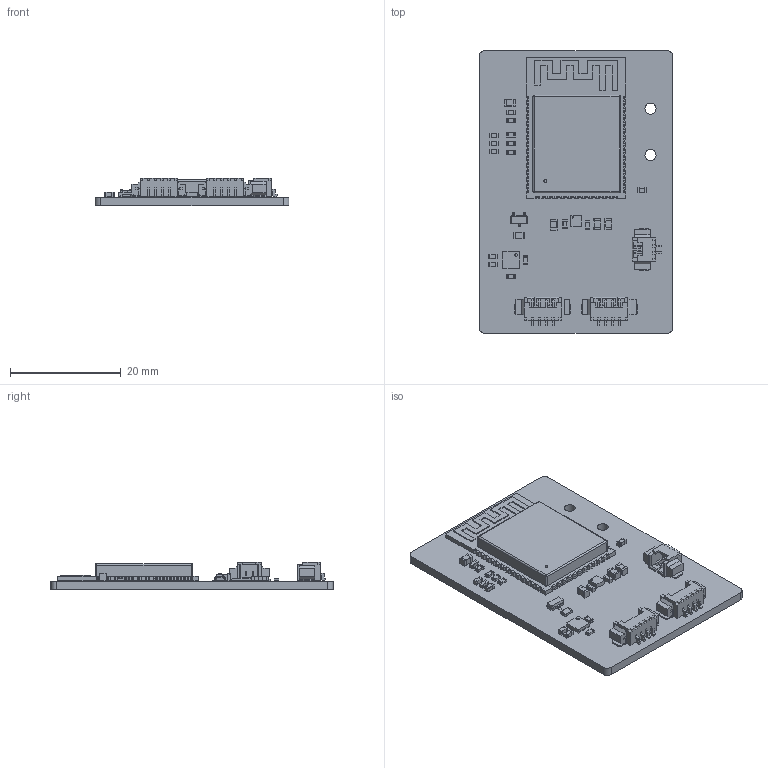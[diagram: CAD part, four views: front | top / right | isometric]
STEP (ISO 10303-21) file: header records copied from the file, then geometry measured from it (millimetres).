
FILE_DESCRIPTION(('KiCad electronic assembly'),'2;1');
FILE_NAME('peak.step','2025-06-27T17:15:01',('Pcbnew'),('Kicad'), 'Open CASCADE STEP processor 7.7','KiCad to STEP converter','Unknown' );
FILE_SCHEMA(('AUTOMOTIVE_DESIGN { 1 0 10303 214 1 1 1 1 }'));
Length unit declared in the file: millimetre
Products named in the file (22): peak 1; C_0603_1608Metric; C_0805_2012Metric; Molex_PicoBlade_53261-0471_1x04-1MP_P1.25mm_Horizontal; Molex_53261_0471; R_0805_2012Metric; R_0603_1608Metric; SOT-23; SOT_23; Molex_PicoBlade_53261-0271_1x02-1MP_P1.25mm_Horizontal; Molex_53261_0271; ESP32-S3-WROOM-1; DFN-8-1EP_3x3mm_P0.65mm_EP1.55x2.4mm; DFN-8-1EP_3x3mm_Pitch0.65mm; WSON-6-1EP_2x2mm_P0.65mm_EP1x1.6mm; WSON_6_1EP_2x2mm_P065mm_EP1x16mm; peak_PCB
Assembly tree (38 placements, depth 3):
  peak 1
    C_0603_1608Metric  x9
      C_0603_1608Metric
    C_0805_2012Metric  x4
      C_0805_2012Metric
    Molex_PicoBlade_53261-0471_1x04-1MP_P1.25mm_Horizontal  x2
      Molex_53261_0471
    R_0805_2012Metric
      R_0805_2012Metric
    R_0603_1608Metric  x6
      R_0603_1608Metric
    SOT-23
      SOT_23
    Molex_PicoBlade_53261-0271_1x02-1MP_P1.25mm_Horizontal
      Molex_53261_0271
    ESP32-S3-WROOM-1
      ESP32-S3-WROOM-1
    DFN-8-1EP_3x3mm_P0.65mm_EP1.55x2.4mm
      DFN-8-1EP_3x3mm_Pitch0.65mm
    WSON-6-1EP_2x2mm_P0.65mm_EP1x1.6mm
      WSON_6_1EP_2x2mm_P065mm_EP1x16mm
    peak_PCB
Bounding box: 35 x 51 x 5.05 mm (x, y, z)
Volume: 4083.3 mm3; surface area: 6697.4 mm2
Topology: 79 solids, 79 shells, 2561 faces, 6395 edges, 4054 vertices
Faces by surface type: plane 2159, cylinder 371, bspline 27, sphere 4
Full cylindrical faces by diameter (mm): 0.2 x14, 0.25 x1, 0.5 x2, 2 x2
Entity records: 69322 total; most frequent: CARTESIAN_POINT 9774, ORIENTED_EDGE 9464, DIRECTION 8966, EDGE_CURVE 4732, LINE 4314, VECTOR 4314, VERTEX_POINT 2962, AXIS2_PLACEMENT_3D 2326
